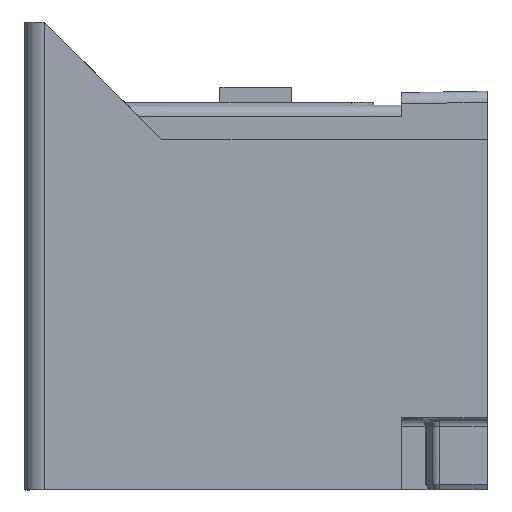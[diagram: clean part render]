
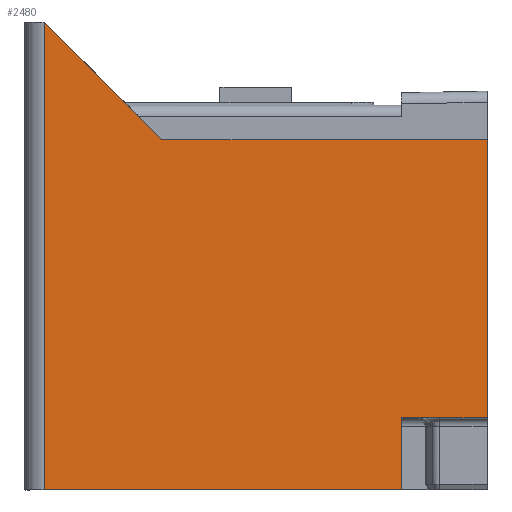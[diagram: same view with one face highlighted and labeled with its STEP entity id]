
A CAD part, front view. The second image highlights one B-rep face of the part: STEP entity #2480.
In plain terms, the highlighted planar face has unit normal (0, -1, 0).
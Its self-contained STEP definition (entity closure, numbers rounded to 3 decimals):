
#115=LINE($,#3457,#357);
#160=LINE($,#3699,#402);
#222=LINE($,#3899,#464);
#259=LINE($,#4332,#501);
#285=LINE($,#4403,#527);
#295=LINE($,#4429,#537);
#302=LINE($,#4457,#544);
#357=VECTOR($,#2799,10.047);
#402=VECTOR($,#2894,2.6);
#464=VECTOR($,#3022,3.1);
#501=VECTOR($,#3135,16.9);
#527=VECTOR($,#3217,6.015);
#537=VECTOR($,#3255,12.9);
#544=VECTOR($,#3272,11.747);
#624=PLANE($,#2674);
#766=FACE_OUTER_BOUND($,#906,.T.);
#906=EDGE_LOOP($,(#2134,#2135,#2136,#2137,#2138,#2139,#2140));
#1036=VERTEX_POINT($,#3454);
#1037=VERTEX_POINT($,#3456);
#1090=VERTEX_POINT($,#3696);
#1091=VERTEX_POINT($,#3698);
#1174=VERTEX_POINT($,#4329);
#1175=VERTEX_POINT($,#4331);
#1192=VERTEX_POINT($,#4402);
#1258=EDGE_CURVE($,#1037,#1036,#115,.T.);
#1322=EDGE_CURVE($,#1091,#1090,#160,.T.);
#1402=EDGE_CURVE($,#1037,#1090,#222,.T.);
#1465=EDGE_CURVE($,#1175,#1174,#259,.T.);
#1502=EDGE_CURVE($,#1192,#1175,#285,.T.);
#1516=EDGE_CURVE($,#1091,#1174,#295,.T.);
#1524=EDGE_CURVE($,#1036,#1192,#302,.T.);
#2134=ORIENTED_EDGE($,*,*,#1502,.T.);
#2135=ORIENTED_EDGE($,*,*,#1465,.T.);
#2136=ORIENTED_EDGE($,*,*,#1516,.F.);
#2137=ORIENTED_EDGE($,*,*,#1322,.T.);
#2138=ORIENTED_EDGE($,*,*,#1402,.F.);
#2139=ORIENTED_EDGE($,*,*,#1258,.T.);
#2140=ORIENTED_EDGE($,*,*,#1524,.T.);
#2480=ADVANCED_FACE($,(#766),#624,.F.);
#2674=AXIS2_PLACEMENT_3D($,#4467,#3286,#3287);
#2799=DIRECTION($,(-1.,0.,0.));
#2894=DIRECTION($,(-1.,0.,0.));
#3022=DIRECTION($,(0.,0.,-1.));
#3135=DIRECTION($,(1.,0.,0.));
#3217=DIRECTION($,(-0.707,0.,-0.707));
#3255=DIRECTION($,(0.,0.,-1.));
#3272=DIRECTION($,(0.,0.,-1.));
#3286=DIRECTION('center_axis',(0.,1.,0.));
#3287=DIRECTION('ref_axis',(0.,0.,1.));
#3454=CARTESIAN_POINT('',(139.953,1035.3,17.2));
#3456=CARTESIAN_POINT('',(150.,1035.3,17.2));
#3457=CARTESIAN_POINT($,(150.,1035.3,17.2));
#3696=CARTESIAN_POINT('',(150.,1035.3,14.1));
#3698=CARTESIAN_POINT('',(152.6,1035.3,14.1));
#3699=CARTESIAN_POINT($,(152.6,1035.3,14.1));
#3899=CARTESIAN_POINT($,(150.,1035.3,17.2));
#4329=CARTESIAN_POINT('',(152.6,1035.3,1.2));
#4331=CARTESIAN_POINT('',(135.7,1035.3,1.2));
#4332=CARTESIAN_POINT($,(135.7,1035.3,1.2));
#4402=CARTESIAN_POINT('',(139.953,1035.3,5.453));
#4403=CARTESIAN_POINT($,(139.953,1035.3,5.453));
#4429=CARTESIAN_POINT($,(152.6,1035.3,14.1));
#4457=CARTESIAN_POINT($,(139.953,1035.3,17.2));
#4467=CARTESIAN_POINT('Origin',(145.4,1035.3,8.85));
